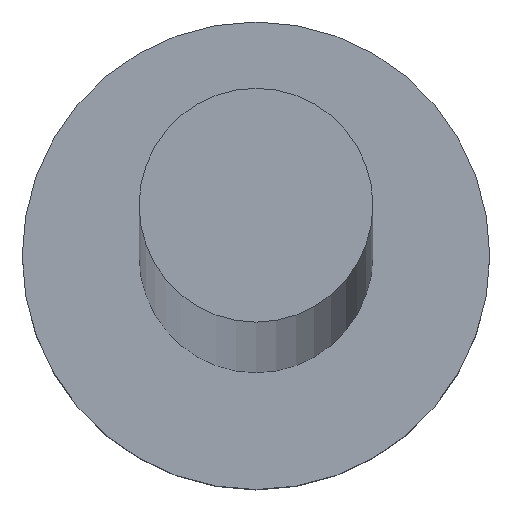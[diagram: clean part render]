
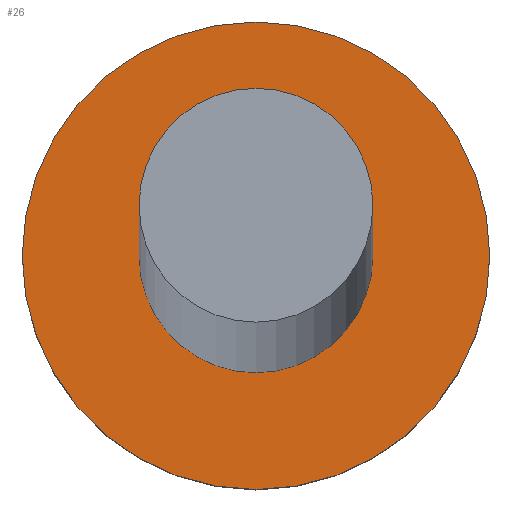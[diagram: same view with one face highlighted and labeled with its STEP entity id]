
A CAD part, top view. The second image highlights one B-rep face of the part: STEP entity #26.
In plain terms, the highlighted planar face has unit normal (0, 0, 1).
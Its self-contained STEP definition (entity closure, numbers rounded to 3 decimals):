
#11 = DIRECTION ( 'NONE',  ( 1., 0., 0. ) ) ;
#12 = CARTESIAN_POINT ( 'NONE',  ( 2., 0., 2. ) ) ;
#15 = DIRECTION ( 'NONE',  ( 0., 0., 1. ) ) ;
#19 = EDGE_CURVE ( 'NONE', #28, #127, #77, .T. ) ;
#25 = ORIENTED_EDGE ( 'NONE', *, *, #173, .F. ) ;
#26 = ADVANCED_FACE ( 'NONE', ( #228, #48 ), #208, .T. ) ;
#28 = VERTEX_POINT ( 'NONE', #12 ) ;
#29 = EDGE_LOOP ( 'NONE', ( #149, #144 ) ) ;
#30 = AXIS2_PLACEMENT_3D ( 'NONE', #98, #54, #180 ) ;
#48 = FACE_OUTER_BOUND ( 'NONE', #29, .T. ) ;
#50 = AXIS2_PLACEMENT_3D ( 'NONE', #100, #123, #74 ) ;
#54 = DIRECTION ( 'NONE',  ( 0., 0., 1. ) ) ;
#74 = DIRECTION ( 'NONE',  ( 1., 0., 0. ) ) ;
#77 = CIRCLE ( 'NONE', #153, 2. ) ;
#83 = CIRCLE ( 'NONE', #30, 2. ) ;
#86 = VERTEX_POINT ( 'NONE', #212 ) ;
#96 = CIRCLE ( 'NONE', #50, 1. ) ;
#97 = CARTESIAN_POINT ( 'NONE',  ( 0., 0., 2. ) ) ;
#98 = CARTESIAN_POINT ( 'NONE',  ( 0., 0., 2. ) ) ;
#100 = CARTESIAN_POINT ( 'NONE',  ( 0., 0., 2. ) ) ;
#105 = AXIS2_PLACEMENT_3D ( 'NONE', #193, #192, #11 ) ;
#111 = DIRECTION ( 'NONE',  ( 1., 0., 0. ) ) ;
#123 = DIRECTION ( 'NONE',  ( 0., 0., 1. ) ) ;
#127 = VERTEX_POINT ( 'NONE', #151 ) ;
#134 = DIRECTION ( 'NONE',  ( 0., 0., 1. ) ) ;
#137 = CARTESIAN_POINT ( 'NONE',  ( 1., 0., 2. ) ) ;
#140 = AXIS2_PLACEMENT_3D ( 'NONE', #97, #15, #183 ) ;
#142 = CARTESIAN_POINT ( 'NONE',  ( 0., 0., 2. ) ) ;
#144 = ORIENTED_EDGE ( 'NONE', *, *, #19, .T. ) ;
#146 = EDGE_LOOP ( 'NONE', ( #25, #187 ) ) ;
#149 = ORIENTED_EDGE ( 'NONE', *, *, #235, .T. ) ;
#151 = CARTESIAN_POINT ( 'NONE',  ( -2., 0., 2. ) ) ;
#152 = EDGE_CURVE ( 'NONE', #201, #86, #246, .T. ) ;
#153 = AXIS2_PLACEMENT_3D ( 'NONE', #142, #134, #111 ) ;
#173 = EDGE_CURVE ( 'NONE', #86, #201, #96, .T. ) ;
#180 = DIRECTION ( 'NONE',  ( 1., 0., 0. ) ) ;
#183 = DIRECTION ( 'NONE',  ( 1., 0., 0. ) ) ;
#187 = ORIENTED_EDGE ( 'NONE', *, *, #152, .F. ) ;
#192 = DIRECTION ( 'NONE',  ( 0., 0., 1. ) ) ;
#193 = CARTESIAN_POINT ( 'NONE',  ( 0., 0., 2. ) ) ;
#201 = VERTEX_POINT ( 'NONE', #137 ) ;
#208 = PLANE ( 'NONE',  #105 ) ;
#212 = CARTESIAN_POINT ( 'NONE',  ( -1., 0., 2. ) ) ;
#228 = FACE_BOUND ( 'NONE', #146, .T. ) ;
#235 = EDGE_CURVE ( 'NONE', #127, #28, #83, .T. ) ;
#246 = CIRCLE ( 'NONE', #140, 1. ) ;
